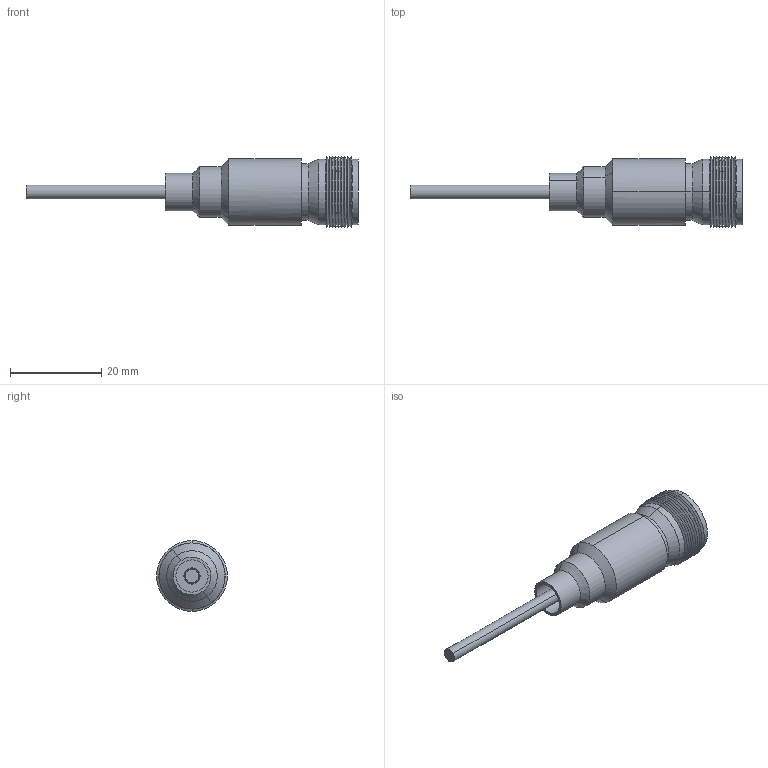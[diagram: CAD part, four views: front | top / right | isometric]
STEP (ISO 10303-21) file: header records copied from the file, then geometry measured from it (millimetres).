
FILE_DESCRIPTION (( 'STEP AP203' ), '1' );
FILE_NAME ('A0655-1-W.STEP', '2011-10-18T12:19:54', ( '' ), ( '' ), 'SwSTEP 2.0', 'SolidWorks 2011', '' );
FILE_SCHEMA (( 'CONFIG_CONTROL_DESIGN' ));
Length unit declared in the file: inch
Products named in the file (1): A0655-1-W
Bounding box: 72.63 x 15.49 x 15.49 mm (x, y, z)
Volume: 3794.1 mm3; surface area: 4843.9 mm2
Topology: 1 solids, 1 shells, 132 faces, 291 edges, 169 vertices
Faces by surface type: cone 69, cylinder 44, plane 19
Entity records: 3688 total; most frequent: DIRECTION 703, CARTESIAN_POINT 615, ORIENTED_EDGE 578, EDGE_CURVE 289, AXIS2_PLACEMENT_3D 289, VERTEX_POINT 169, CIRCLE 156, EDGE_LOOP 142
